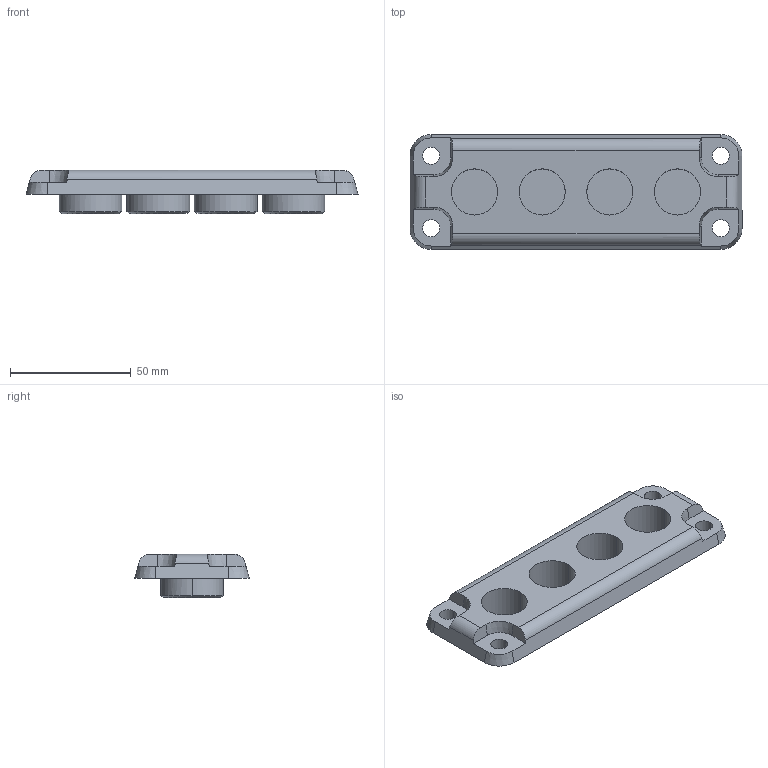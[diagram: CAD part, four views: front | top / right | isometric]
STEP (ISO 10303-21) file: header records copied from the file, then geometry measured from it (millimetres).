
FILE_DESCRIPTION (( 'STEP AP214' ), '1' );
FILE_NAME ('FIBOX MB10151.STEP', '2015-10-23T06:34:42', ( '' ), ( '' ), 'SwSTEP 2.0', 'SolidWorks 2014', '' );
FILE_SCHEMA (( 'AUTOMOTIVE_DESIGN' ));
Length unit declared in the file: millimetre
Products named in the file (1): FIBOX MB10151
Bounding box: 137.5 x 47.5 x 18 mm (x, y, z)
Volume: 43406.1 mm3; surface area: 24745.4 mm2
Topology: 1 solids, 1 shells, 125 faces, 340 edges, 224 vertices
Faces by surface type: plane 53, cone 44, cylinder 28
Entity records: 4044 total; most frequent: CARTESIAN_POINT 738, DIRECTION 712, ORIENTED_EDGE 680, EDGE_CURVE 340, AXIS2_PLACEMENT_3D 262, VERTEX_POINT 224, LINE 188, VECTOR 188
